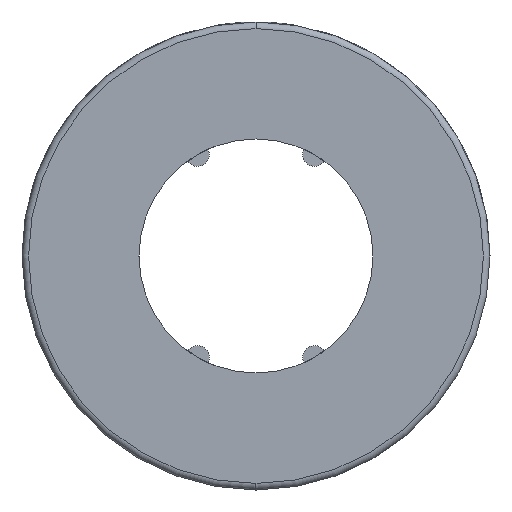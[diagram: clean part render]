
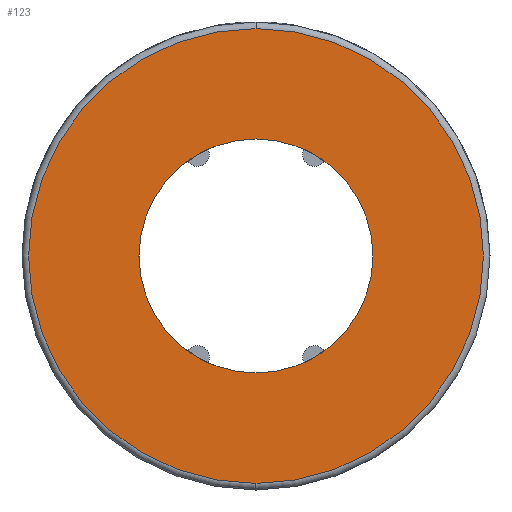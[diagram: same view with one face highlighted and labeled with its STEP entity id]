
A CAD part, left-side view. The second image highlights one B-rep face of the part: STEP entity #123.
In plain terms, the highlighted planar face has unit normal (-1, 0, 0).
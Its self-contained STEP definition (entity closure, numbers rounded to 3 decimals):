
#123 = ADVANCED_FACE( '', ( #226, #227 ), #228, .T. );
#226 = FACE_BOUND( '', #330, .T. );
#227 = FACE_OUTER_BOUND( '', #331, .T. );
#228 = PLANE( '', #332 );
#330 = EDGE_LOOP( '', ( #704, #705 ) );
#331 = EDGE_LOOP( '', ( #706, #707, #708 ) );
#332 = AXIS2_PLACEMENT_3D( '', #709, #710, #711 );
#704 = ORIENTED_EDGE( '', *, *, #823, .F. );
#705 = ORIENTED_EDGE( '', *, *, #753, .F. );
#706 = ORIENTED_EDGE( '', *, *, #731, .T. );
#707 = ORIENTED_EDGE( '', *, *, #827, .T. );
#708 = ORIENTED_EDGE( '', *, *, #732, .T. );
#709 = CARTESIAN_POINT( '', ( -12.5, 5.888, 0. ) );
#710 = DIRECTION( '', ( -1., 0., 0. ) );
#711 = DIRECTION( '', ( 0., 1., 0. ) );
#731 = EDGE_CURVE( '', #864, #862, #865, .T. );
#732 = EDGE_CURVE( '', #856, #864, #866, .T. );
#753 = EDGE_CURVE( '', #904, #900, #906, .T. );
#823 = EDGE_CURVE( '', #900, #904, #1012, .T. );
#827 = EDGE_CURVE( '', #862, #856, #1016, .T. );
#856 = VERTEX_POINT( '', #1211 );
#862 = VERTEX_POINT( '', #1217 );
#864 = VERTEX_POINT( '', #1219 );
#865 = CIRCLE( '', #1220, 7.775 );
#866 = CIRCLE( '', #1221, 7.775 );
#900 = VERTEX_POINT( '', #1261 );
#904 = VERTEX_POINT( '', #1266 );
#906 = CIRCLE( '', #1269, 4. );
#1012 = CIRCLE( '', #1603, 4. );
#1016 = CIRCLE( '', #1607, 7.775 );
#1211 = CARTESIAN_POINT( '', ( -12.5, 0., 7.775 ) );
#1217 = CARTESIAN_POINT( '', ( -12.5, 0., -7.775 ) );
#1219 = CARTESIAN_POINT( '', ( -12.5, 7.775, 0. ) );
#1220 = AXIS2_PLACEMENT_3D( '', #1647, #1648, #1649 );
#1221 = AXIS2_PLACEMENT_3D( '', #1650, #1651, #1652 );
#1261 = CARTESIAN_POINT( '', ( -12.5, 4., 0. ) );
#1266 = CARTESIAN_POINT( '', ( -12.5, -4., 0. ) );
#1269 = AXIS2_PLACEMENT_3D( '', #1697, #1698, #1699 );
#1603 = AXIS2_PLACEMENT_3D( '', #1827, #1828, #1829 );
#1607 = AXIS2_PLACEMENT_3D( '', #1839, #1840, #1841 );
#1647 = CARTESIAN_POINT( '', ( -12.5, 0., 0. ) );
#1648 = DIRECTION( '', ( -1., 0., 0. ) );
#1649 = DIRECTION( '', ( 0., 1., 0. ) );
#1650 = CARTESIAN_POINT( '', ( -12.5, 0., 0. ) );
#1651 = DIRECTION( '', ( -1., 0., 0. ) );
#1652 = DIRECTION( '', ( 0., 1., 0. ) );
#1697 = CARTESIAN_POINT( '', ( -12.5, 0., 0. ) );
#1698 = DIRECTION( '', ( -1., 0., 0. ) );
#1699 = DIRECTION( '', ( 0., 1., 0. ) );
#1827 = CARTESIAN_POINT( '', ( -12.5, 0., 0. ) );
#1828 = DIRECTION( '', ( -1., 0., 0. ) );
#1829 = DIRECTION( '', ( 0., 1., 0. ) );
#1839 = CARTESIAN_POINT( '', ( -12.5, 0., 0. ) );
#1840 = DIRECTION( '', ( -1., 0., 0. ) );
#1841 = DIRECTION( '', ( 0., 1., 0. ) );
